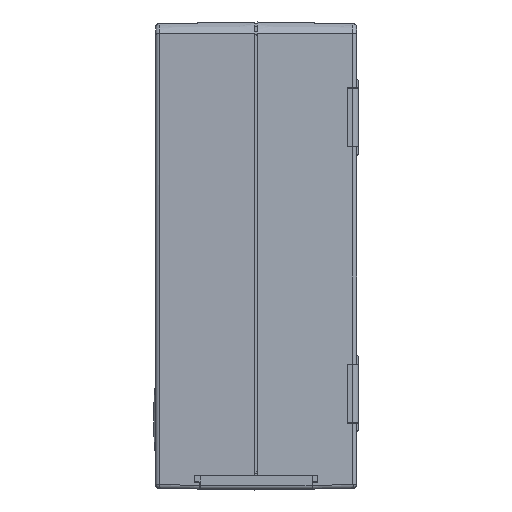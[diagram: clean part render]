
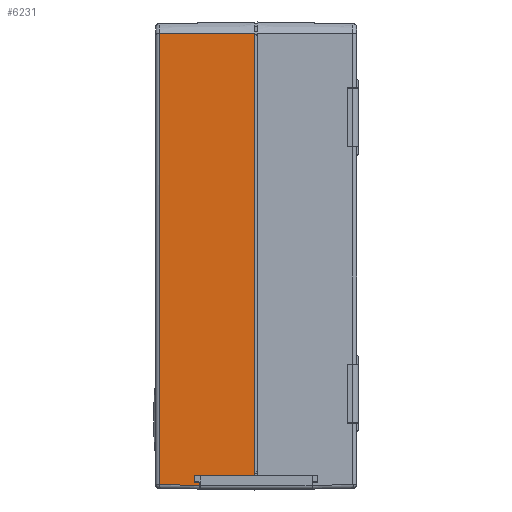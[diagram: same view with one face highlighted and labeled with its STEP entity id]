
A CAD part, front view. The second image highlights one B-rep face of the part: STEP entity #6231.
In plain terms, the highlighted face is planar.
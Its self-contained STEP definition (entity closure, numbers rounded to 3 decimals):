
#200 = DIRECTION ( 'NONE',  ( -0.017, 0.017, -1. ) ) ;
#1427 = EDGE_CURVE ( 'NONE', #21601, #48840, #43356, .T. ) ;
#3376 = CARTESIAN_POINT ( 'NONE',  ( -77.378, 65.826, 30.4 ) ) ;
#3438 = EDGE_CURVE ( 'NONE', #57244, #6816, #29860, .T. ) ;
#3479 = CARTESIAN_POINT ( 'NONE',  ( -77.639, 63.203, 15.4 ) ) ;
#3794 = CARTESIAN_POINT ( 'NONE',  ( -77.333, -56.898, 32.967 ) ) ;
#5727 = CARTESIAN_POINT ( 'NONE',  ( -77.185, -56.854, 41.417 ) ) ;
#6231 = ADVANCED_FACE ( 'NONE', ( #41411 ), #8980, .T. ) ;
#6389 = CARTESIAN_POINT ( 'NONE',  ( -77.185, 65.633, 41.417 ) ) ;
#6816 = VERTEX_POINT ( 'NONE', #29473 ) ;
#8753 = VERTEX_POINT ( 'NONE', #70037 ) ;
#8980 = PLANE ( 'NONE',  #67327 ) ;
#9102 = VECTOR ( 'NONE', #36794, 1000. ) ;
#9162 = LINE ( 'NONE', #52665, #11133 ) ;
#11063 = DIRECTION ( 'NONE',  ( 0.017, 0., 1. ) ) ;
#11133 = VECTOR ( 'NONE', #20541, 1000. ) ;
#12223 = DIRECTION ( 'NONE',  ( 0., 1., 0. ) ) ;
#15531 = VECTOR ( 'NONE', #70333, 1000. ) ;
#15877 = CARTESIAN_POINT ( 'NONE',  ( -77.259, -56.876, 37.192 ) ) ;
#16247 = DIRECTION ( 'NONE',  ( 0., 1., 0. ) ) ;
#20521 = VECTOR ( 'NONE', #69094, 1000. ) ;
#20541 = DIRECTION ( 'NONE',  ( 0., -1., 0. ) ) ;
#20767 = EDGE_CURVE ( 'NONE', #48840, #21019, #37624, .T. ) ;
#21019 = VERTEX_POINT ( 'NONE', #3376 ) ;
#21601 = VERTEX_POINT ( 'NONE', #5727 ) ;
#21859 = EDGE_CURVE ( 'NONE', #21019, #8753, #9162, .T. ) ;
#22850 = ORIENTED_EDGE ( 'NONE', *, *, #34949, .T. ) ;
#24117 = VECTOR ( 'NONE', #12223, 1000. ) ;
#26565 = CARTESIAN_POINT ( 'NONE',  ( -77.562, -56.966, 19.847 ) ) ;
#29473 = CARTESIAN_POINT ( 'NONE',  ( -77.351, 63.203, 31.9 ) ) ;
#29860 = LINE ( 'NONE', #3479, #20521 ) ;
#30698 = CARTESIAN_POINT ( 'NONE',  ( -77.639, -4.053, 15.4 ) ) ;
#33201 = CARTESIAN_POINT ( 'NONE',  ( -77.639, -4.053, 15.4 ) ) ;
#33247 = CARTESIAN_POINT ( 'NONE',  ( -77.351, -4.053, 31.9 ) ) ;
#33659 = CARTESIAN_POINT ( 'NONE',  ( -77.351, 65.003, 31.9 ) ) ;
#34949 = EDGE_CURVE ( 'NONE', #8753, #62677, #47857, .T. ) ;
#36754 = CARTESIAN_POINT ( 'NONE',  ( -77.639, 63.203, 15.4 ) ) ;
#36794 = DIRECTION ( 'NONE',  ( 0.017, 0., 1. ) ) ;
#37097 = ORIENTED_EDGE ( 'NONE', *, *, #66203, .F. ) ;
#37287 = CARTESIAN_POINT ( 'NONE',  ( -77.185, -4.053, 41.417 ) ) ;
#37624 = LINE ( 'NONE', #43345, #62293 ) ;
#38157 = B_SPLINE_CURVE_WITH_KNOTS ( 'NONE', 3,
 ( #47293, #15877, #3794, #41941, #47643, #26565, #52990 ),
 .UNSPECIFIED., .F., .F.,
 ( 4, 3, 4 ),
 ( 0.001, 0.014, 0.027 ),
 .UNSPECIFIED. ) ;
#41411 = FACE_OUTER_BOUND ( 'NONE', #51888, .T. ) ;
#41941 = CARTESIAN_POINT ( 'NONE',  ( -77.407, -56.92, 28.741 ) ) ;
#43345 = CARTESIAN_POINT ( 'NONE',  ( -77.378, 65.826, 30.383 ) ) ;
#43356 = LINE ( 'NONE', #37287, #56267 ) ;
#43390 = EDGE_CURVE ( 'NONE', #21601, #60972, #38157, .T. ) ;
#47293 = CARTESIAN_POINT ( 'NONE',  ( -77.185, -56.854, 41.417 ) ) ;
#47421 = ORIENTED_EDGE ( 'NONE', *, *, #1427, .T. ) ;
#47643 = CARTESIAN_POINT ( 'NONE',  ( -77.484, -56.943, 24.294 ) ) ;
#47857 = LINE ( 'NONE', #55234, #9102 ) ;
#48840 = VERTEX_POINT ( 'NONE', #6389 ) ;
#49747 = ORIENTED_EDGE ( 'NONE', *, *, #53600, .F. ) ;
#50674 = CARTESIAN_POINT ( 'NONE',  ( -77.639, -56.988, 15.4 ) ) ;
#51820 = ORIENTED_EDGE ( 'NONE', *, *, #43390, .F. ) ;
#51888 = EDGE_LOOP ( 'NONE', ( #51820, #47421, #55825, #55268, #22850, #37097, #53619, #49747 ) ) ;
#52470 = DIRECTION ( 'NONE',  ( -1., 0., 0.017 ) ) ;
#52665 = CARTESIAN_POINT ( 'NONE',  ( -77.378, -4.053, 30.4 ) ) ;
#52990 = CARTESIAN_POINT ( 'NONE',  ( -77.639, -56.988, 15.4 ) ) ;
#53600 = EDGE_CURVE ( 'NONE', #60972, #57244, #54974, .T. ) ;
#53619 = ORIENTED_EDGE ( 'NONE', *, *, #3438, .F. ) ;
#54974 = LINE ( 'NONE', #33201, #15531 ) ;
#55234 = CARTESIAN_POINT ( 'NONE',  ( -77.639, 65.003, 15.4 ) ) ;
#55268 = ORIENTED_EDGE ( 'NONE', *, *, #21859, .T. ) ;
#55825 = ORIENTED_EDGE ( 'NONE', *, *, #20767, .T. ) ;
#56267 = VECTOR ( 'NONE', #16247, 1000. ) ;
#57244 = VERTEX_POINT ( 'NONE', #36754 ) ;
#60972 = VERTEX_POINT ( 'NONE', #50674 ) ;
#61075 = LINE ( 'NONE', #33247, #24117 ) ;
#62293 = VECTOR ( 'NONE', #200, 1000. ) ;
#62677 = VERTEX_POINT ( 'NONE', #33659 ) ;
#66203 = EDGE_CURVE ( 'NONE', #6816, #62677, #61075, .T. ) ;
#67327 = AXIS2_PLACEMENT_3D ( 'NONE', #30698, #52470, #11063 ) ;
#69094 = DIRECTION ( 'NONE',  ( 0.017, 0., 1. ) ) ;
#70037 = CARTESIAN_POINT ( 'NONE',  ( -77.378, 65.003, 30.4 ) ) ;
#70333 = DIRECTION ( 'NONE',  ( 0., 1., 0. ) ) ;
